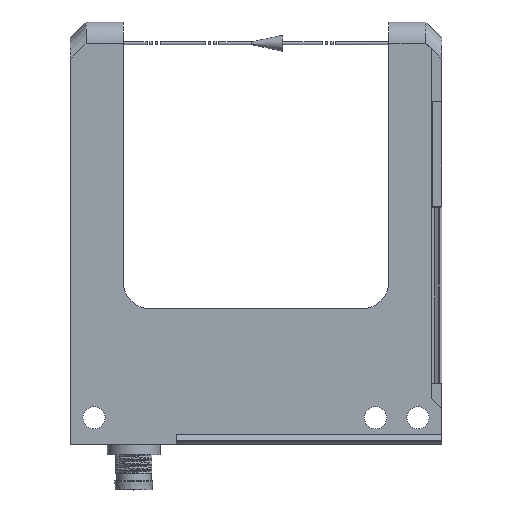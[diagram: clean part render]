
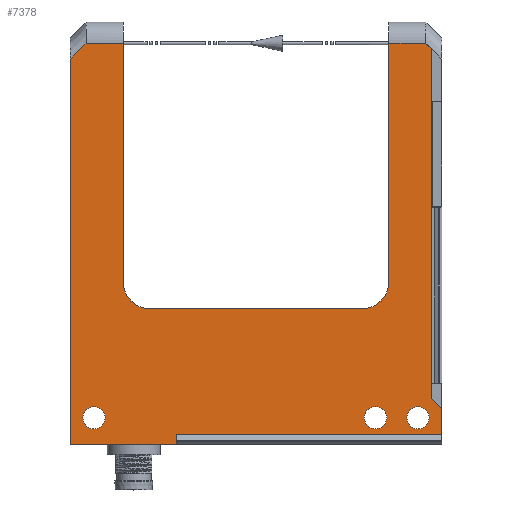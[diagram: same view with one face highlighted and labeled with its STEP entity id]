
A CAD part, top view. The second image highlights one B-rep face of the part: STEP entity #7378.
In plain terms, the highlighted face is planar.
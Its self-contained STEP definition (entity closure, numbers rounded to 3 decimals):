
#3950=CARTESIAN_POINT('',(30.,1.,-5.));
#3951=DIRECTION('',(0.,0.,1.));
#3952=DIRECTION('',(0.,-1.,0.));
#3953=AXIS2_PLACEMENT_3D('',#3950,#3951,#3952);
#3958=CARTESIAN_POINT('',(-10.,1.,-5.));
#3959=DIRECTION('',(0.,0.,1.));
#3960=DIRECTION('',(-0.707,-0.707,0.));
#3961=AXIS2_PLACEMENT_3D('',#3958,#3959,#3960);
#3966=CARTESIAN_POINT('',(-10.,1.,-5.));
#3967=DIRECTION('',(0.,0.,1.));
#3968=DIRECTION('',(-1.,0.,0.));
#3969=AXIS2_PLACEMENT_3D('',#3966,#3967,#3968);
#3974=DIRECTION('',(0.707,0.707,0.));
#3975=VECTOR('',#3974,1.556);
#3976=CARTESIAN_POINT('',(-23.,44.9,-5.));
#3977=LINE('',#3976,#3975);
#3981=DIRECTION('',(0.707,0.707,0.));
#3982=VECTOR('',#3981,2.828);
#3983=CARTESIAN_POINT('',(-25.,-22.8,-5.));
#3984=LINE('',#3983,#3982);
#3988=DIRECTION('',(0.707,-0.707,0.));
#3989=VECTOR('',#3988,4.243);
#3990=CARTESIAN_POINT('',(42.,46.,-5.));
#3991=LINE('',#3990,#3989);
#3995=CARTESIAN_POINT('',(30.,1.,-5.));
#3996=DIRECTION('',(0.,0.,1.));
#3997=DIRECTION('',(0.707,-0.707,0.));
#3998=AXIS2_PLACEMENT_3D('',#3995,#3996,#3997);
#4003=CARTESIAN_POINT('',(-20.5,-24.5,-5.));
#4004=DIRECTION('',(0.,0.,1.));
#4005=DIRECTION('',(1.,0.,0.));
#4006=AXIS2_PLACEMENT_3D('',#4003,#4004,#4005);
#4011=CARTESIAN_POINT('',(-20.5,-24.5,-5.));
#4012=DIRECTION('',(0.,0.,1.));
#4013=DIRECTION('',(-1.,0.,0.));
#4014=AXIS2_PLACEMENT_3D('',#4011,#4012,#4013);
#4019=CARTESIAN_POINT('',(-12.5,-24.5,-5.));
#4020=DIRECTION('',(0.,0.,1.));
#4021=DIRECTION('',(1.,0.,0.));
#4022=AXIS2_PLACEMENT_3D('',#4019,#4020,#4021);
#4027=CARTESIAN_POINT('',(-12.5,-24.5,-5.));
#4028=DIRECTION('',(0.,0.,1.));
#4029=DIRECTION('',(-1.,0.,0.));
#4030=AXIS2_PLACEMENT_3D('',#4027,#4028,#4029);
#4035=CARTESIAN_POINT('',(40.5,-24.5,-5.));
#4036=DIRECTION('',(0.,0.,1.));
#4037=DIRECTION('',(1.,0.,0.));
#4038=AXIS2_PLACEMENT_3D('',#4035,#4036,#4037);
#4043=CARTESIAN_POINT('',(40.5,-24.5,-5.));
#4044=DIRECTION('',(0.,0.,1.));
#4045=DIRECTION('',(-1.,0.,0.));
#4046=AXIS2_PLACEMENT_3D('',#4043,#4044,#4045);
#4096=DIRECTION('',(0.,-1.,0.));
#4097=VECTOR('',#4096,45.);
#4098=CARTESIAN_POINT('',(35.,46.,-5.));
#4099=LINE('',#4098,#4097);
#4134=DIRECTION('',(-1.,0.,0.));
#4135=VECTOR('',#4134,7.);
#4136=CARTESIAN_POINT('',(42.,46.,-5.));
#4137=LINE('',#4136,#4135);
#4411=DIRECTION('',(-1.,0.,0.));
#4412=VECTOR('',#4411,40.);
#4413=CARTESIAN_POINT('',(30.,-4.,-5.));
#4414=LINE('',#4413,#4412);
#4442=DIRECTION('',(0.,1.,0.));
#4443=VECTOR('',#4442,45.);
#4444=CARTESIAN_POINT('',(-15.,1.,-5.));
#4445=LINE('',#4444,#4443);
#4556=DIRECTION('',(-1.,0.,0.));
#4557=VECTOR('',#4556,6.9);
#4558=CARTESIAN_POINT('',(-15.,46.,-5.));
#4559=LINE('',#4558,#4557);
#4638=DIRECTION('',(0.,-1.,0.));
#4639=VECTOR('',#4638,65.7);
#4640=CARTESIAN_POINT('',(-23.,44.9,-5.));
#4641=LINE('',#4640,#4639);
#4883=DIRECTION('',(1.,0.,0.));
#4884=VECTOR('',#4883,8.);
#4885=CARTESIAN_POINT('',(25.,-29.5,-5.));
#4886=LINE('',#4885,#4884);
#4944=DIRECTION('',(0.,-1.,0.));
#4945=VECTOR('',#4944,1.8);
#4946=CARTESIAN_POINT('',(25.,-27.7,-5.));
#4947=LINE('',#4946,#4945);
#4995=DIRECTION('',(0.,-1.,0.));
#4996=VECTOR('',#4995,4.9);
#4997=CARTESIAN_POINT('',(-25.,-22.8,-5.));
#4998=LINE('',#4997,#4996);
#5017=DIRECTION('',(1.,0.,0.));
#5018=VECTOR('',#5017,50.);
#5019=CARTESIAN_POINT('',(-25.,-27.7,-5.));
#5020=LINE('',#5019,#5018);
#5073=DIRECTION('',(1.,0.,0.));
#5074=VECTOR('',#5073,12.);
#5075=CARTESIAN_POINT('',(33.,-29.5,-5.));
#5076=LINE('',#5075,#5074);
#5145=DIRECTION('',(0.,1.,0.));
#5146=VECTOR('',#5145,72.5);
#5147=CARTESIAN_POINT('',(45.,-29.5,-5.));
#5148=LINE('',#5147,#5146);
#6916=CARTESIAN_POINT('',(-18.4,-24.5,-5.));
#6918=VERTEX_POINT('',#6916);
#6919=CARTESIAN_POINT('',(-22.6,-24.5,-5.));
#6920=VERTEX_POINT('',#6919);
#6924=CARTESIAN_POINT('',(-10.4,-24.5,-5.));
#6926=VERTEX_POINT('',#6924);
#6927=CARTESIAN_POINT('',(-14.6,-24.5,-5.));
#6928=VERTEX_POINT('',#6927);
#6932=CARTESIAN_POINT('',(42.6,-24.5,-5.));
#6934=VERTEX_POINT('',#6932);
#6935=CARTESIAN_POINT('',(38.4,-24.5,-5.));
#6936=VERTEX_POINT('',#6935);
#6949=CARTESIAN_POINT('',(33.,-29.5,-5.));
#6950=VERTEX_POINT('',#6949);
#7060=CARTESIAN_POINT('',(25.,-27.7,-5.));
#7061=CARTESIAN_POINT('',(25.,-29.5,-5.));
#7062=VERTEX_POINT('',#7060);
#7063=VERTEX_POINT('',#7061);
#7068=CARTESIAN_POINT('',(-25.,-22.8,-5.));
#7069=VERTEX_POINT('',#7068);
#7070=CARTESIAN_POINT('',(-25.,-27.7,-5.));
#7071=VERTEX_POINT('',#7070);
#7111=CARTESIAN_POINT('',(-23.,44.9,-5.));
#7112=VERTEX_POINT('',#7111);
#7113=CARTESIAN_POINT('',(-23.,-20.8,-5.));
#7114=VERTEX_POINT('',#7113);
#7115=CARTESIAN_POINT('',(-21.9,46.,-5.));
#7116=VERTEX_POINT('',#7115);
#7204=CARTESIAN_POINT('',(-15.,46.,-5.));
#7205=VERTEX_POINT('',#7204);
#7206=CARTESIAN_POINT('',(-15.,1.,-5.));
#7207=VERTEX_POINT('',#7206);
#7208=CARTESIAN_POINT('',(-13.536,-2.536,-5.));
#7209=CARTESIAN_POINT('',(-10.,-4.,-5.));
#7210=VERTEX_POINT('',#7208);
#7211=VERTEX_POINT('',#7209);
#7212=CARTESIAN_POINT('',(30.,-4.,-5.));
#7213=VERTEX_POINT('',#7212);
#7214=CARTESIAN_POINT('',(33.536,-2.536,-5.));
#7215=CARTESIAN_POINT('',(35.,1.,-5.));
#7216=VERTEX_POINT('',#7214);
#7217=VERTEX_POINT('',#7215);
#7218=CARTESIAN_POINT('',(35.,46.,-5.));
#7219=VERTEX_POINT('',#7218);
#7220=CARTESIAN_POINT('',(42.,46.,-5.));
#7221=VERTEX_POINT('',#7220);
#7222=CARTESIAN_POINT('',(45.,43.,-5.));
#7223=VERTEX_POINT('',#7222);
#7224=CARTESIAN_POINT('',(45.,-29.5,-5.));
#7225=VERTEX_POINT('',#7224);
#7317=CARTESIAN_POINT('',(10.,6.675,-5.));
#7318=DIRECTION('',(0.,0.,1.));
#7319=DIRECTION('',(1.,0.,0.));
#7320=AXIS2_PLACEMENT_3D('',#7317,#7318,#7319);
#7321=PLANE('',#7320);
#7323=ORIENTED_EDGE('',*,*,#7322,.F.);
#7325=ORIENTED_EDGE('',*,*,#7324,.T.);
#7327=ORIENTED_EDGE('',*,*,#7326,.F.);
#7329=ORIENTED_EDGE('',*,*,#7328,.F.);
#7331=ORIENTED_EDGE('',*,*,#7330,.T.);
#7333=ORIENTED_EDGE('',*,*,#7332,.T.);
#7335=ORIENTED_EDGE('',*,*,#7334,.F.);
#7337=ORIENTED_EDGE('',*,*,#7336,.T.);
#7339=ORIENTED_EDGE('',*,*,#7338,.F.);
#7341=ORIENTED_EDGE('',*,*,#7340,.T.);
#7343=ORIENTED_EDGE('',*,*,#7342,.T.);
#7345=ORIENTED_EDGE('',*,*,#7344,.T.);
#7347=ORIENTED_EDGE('',*,*,#7346,.T.);
#7349=ORIENTED_EDGE('',*,*,#7348,.T.);
#7351=ORIENTED_EDGE('',*,*,#7350,.T.);
#7353=ORIENTED_EDGE('',*,*,#7352,.F.);
#7355=ORIENTED_EDGE('',*,*,#7354,.T.);
#7357=ORIENTED_EDGE('',*,*,#7356,.T.);
#7359=ORIENTED_EDGE('',*,*,#7358,.F.);
#7360=EDGE_LOOP('',(#7323,#7325,#7327,#7329,#7331,#7333,#7335,#7337,#7339,#7341,
#7343,#7345,#7347,#7349,#7351,#7353,#7355,#7357,#7359));
#7361=FACE_OUTER_BOUND('',#7360,.F.);
#7362=ORIENTED_EDGE('',*,*,#7309,.F.);
#7363=ORIENTED_EDGE('',*,*,#7298,.F.);
#7364=EDGE_LOOP('',(#7362,#7363));
#7365=FACE_BOUND('',#7364,.F.);
#7367=ORIENTED_EDGE('',*,*,#7366,.F.);
#7369=ORIENTED_EDGE('',*,*,#7368,.F.);
#7370=EDGE_LOOP('',(#7367,#7369));
#7371=FACE_BOUND('',#7370,.F.);
#7373=ORIENTED_EDGE('',*,*,#7372,.F.);
#7375=ORIENTED_EDGE('',*,*,#7374,.F.);
#7376=EDGE_LOOP('',(#7373,#7375));
#7377=FACE_BOUND('',#7376,.F.);
#7378=ADVANCED_FACE('',(#7361,#7365,#7371,#7377),#7321,.F.);
#3954=CIRCLE('',#3953,5.);
#3962=CIRCLE('',#3961,5.);
#3970=CIRCLE('',#3969,5.);
#3999=CIRCLE('',#3998,5.);
#4007=CIRCLE('',#4006,2.1);
#4015=CIRCLE('',#4014,2.1);
#4023=CIRCLE('',#4022,2.1);
#4031=CIRCLE('',#4030,2.1);
#4039=CIRCLE('',#4038,2.1);
#4047=CIRCLE('',#4046,2.1);
#7298=EDGE_CURVE('',#6920,#6918,#4015,.T.);
#7309=EDGE_CURVE('',#6918,#6920,#4007,.T.);
#7322=EDGE_CURVE('',#7213,#7216,#3954,.T.);
#7324=EDGE_CURVE('',#7213,#7211,#4414,.T.);
#7326=EDGE_CURVE('',#7210,#7211,#3962,.T.);
#7328=EDGE_CURVE('',#7207,#7210,#3970,.T.);
#7330=EDGE_CURVE('',#7207,#7205,#4445,.T.);
#7332=EDGE_CURVE('',#7205,#7116,#4559,.T.);
#7334=EDGE_CURVE('',#7112,#7116,#3977,.T.);
#7336=EDGE_CURVE('',#7112,#7114,#4641,.T.);
#7338=EDGE_CURVE('',#7069,#7114,#3984,.T.);
#7340=EDGE_CURVE('',#7069,#7071,#4998,.T.);
#7342=EDGE_CURVE('',#7071,#7062,#5020,.T.);
#7344=EDGE_CURVE('',#7062,#7063,#4947,.T.);
#7346=EDGE_CURVE('',#7063,#6950,#4886,.T.);
#7348=EDGE_CURVE('',#6950,#7225,#5076,.T.);
#7350=EDGE_CURVE('',#7225,#7223,#5148,.T.);
#7352=EDGE_CURVE('',#7221,#7223,#3991,.T.);
#7354=EDGE_CURVE('',#7221,#7219,#4137,.T.);
#7356=EDGE_CURVE('',#7219,#7217,#4099,.T.);
#7358=EDGE_CURVE('',#7216,#7217,#3999,.T.);
#7366=EDGE_CURVE('',#6926,#6928,#4023,.T.);
#7368=EDGE_CURVE('',#6928,#6926,#4031,.T.);
#7372=EDGE_CURVE('',#6934,#6936,#4039,.T.);
#7374=EDGE_CURVE('',#6936,#6934,#4047,.T.);
